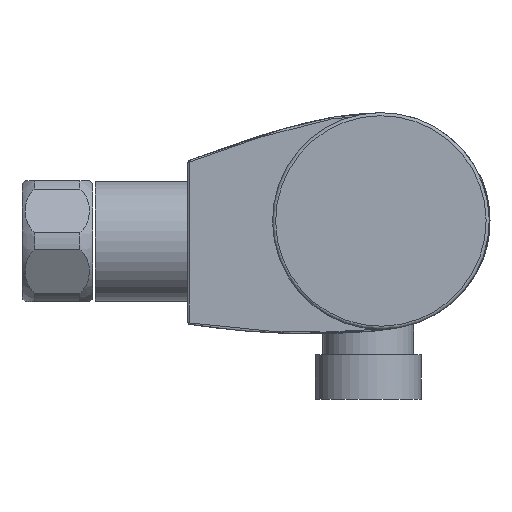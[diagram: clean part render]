
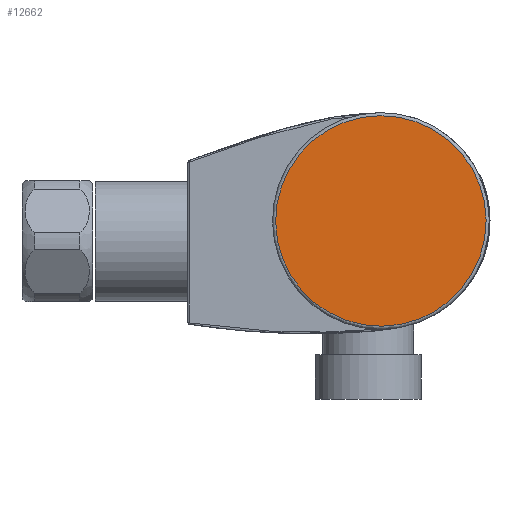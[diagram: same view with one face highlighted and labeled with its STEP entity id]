
A CAD part, front view. The second image highlights one B-rep face of the part: STEP entity #12662.
In plain terms, the highlighted planar face has unit normal (0, -1, 0).
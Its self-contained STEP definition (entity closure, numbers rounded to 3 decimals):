
#1399=PLANE('',#17572);
#6114=ORIENTED_EDGE('',*,*,#8000,.T.);
#8000=EDGE_CURVE('',#9161,#9161,#9720,.T.);
#9161=VERTEX_POINT('',#31868);
#9720=CIRCLE('',#17573,20.88);
#10640=EDGE_LOOP('',(#6114));
#11589=FACE_BOUND('',#10640,.T.);
#12662=ADVANCED_FACE('',(#11589),#1399,.T.);
#17572=AXIS2_PLACEMENT_3D('',#31866,#20775,#20776);
#17573=AXIS2_PLACEMENT_3D('',#31867,#20777,#20778);
#20775=DIRECTION('',(0.,-1.,0.));
#20776=DIRECTION('',(-1.,0.,-0.009));
#20777=DIRECTION('',(0.,-1.,0.));
#20778=DIRECTION('',(-1.,0.,-0.009));
#31866=CARTESIAN_POINT('',(0.3,-141.602,-0.4));
#31867=CARTESIAN_POINT('',(0.3,-141.602,-0.4));
#31868=CARTESIAN_POINT('',(-20.579,-141.602,-0.582));
